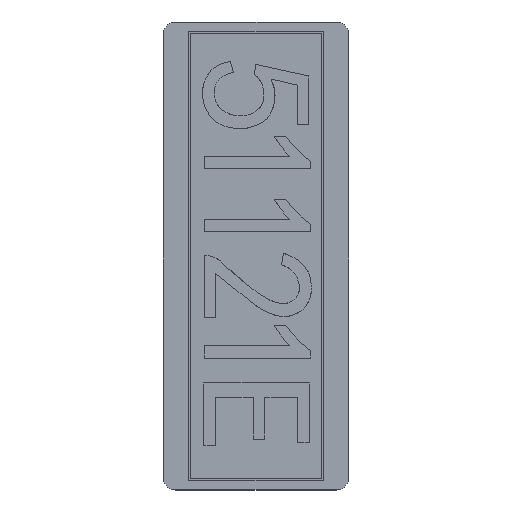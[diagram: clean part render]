
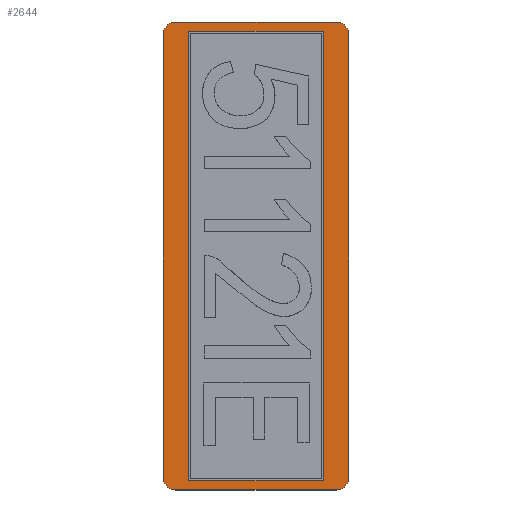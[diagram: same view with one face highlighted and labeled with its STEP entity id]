
A CAD part, top view. The second image highlights one B-rep face of the part: STEP entity #2644.
In plain terms, the highlighted planar face has unit normal (0, 0, 1).
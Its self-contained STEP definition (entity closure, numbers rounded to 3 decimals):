
#37 = CARTESIAN_POINT ( 'NONE',  ( -20.78, -51.071, 3.86 ) ) ;
#59 = ORIENTED_EDGE ( 'NONE', *, *, #2277, .F. ) ;
#115 = ORIENTED_EDGE ( 'NONE', *, *, #3303, .T. ) ;
#125 = DIRECTION ( 'NONE',  ( -1., 0., 0. ) ) ;
#141 = EDGE_CURVE ( 'NONE', #2587, #3178, #2641, .T. ) ;
#196 = FACE_BOUND ( 'NONE', #416, .T. ) ;
#204 = CIRCLE ( 'NONE', #2006, 3. ) ;
#230 = CARTESIAN_POINT ( 'NONE',  ( 20.22, -54.071, 3.86 ) ) ;
#234 = CARTESIAN_POINT ( 'NONE',  ( 20.22, 56.911, 3.86 ) ) ;
#237 = AXIS2_PLACEMENT_3D ( 'NONE', #2208, #460, #1952 ) ;
#250 = CARTESIAN_POINT ( 'NONE',  ( 17.22, 54.67, 3.86 ) ) ;
#297 = VECTOR ( 'NONE', #2726, 1000. ) ;
#298 = CARTESIAN_POINT ( 'NONE',  ( 17.22, -51.83, 3.86 ) ) ;
#310 = EDGE_CURVE ( 'NONE', #1104, #2745, #2988, .T. ) ;
#331 = EDGE_CURVE ( 'NONE', #1879, #2787, #650, .T. ) ;
#386 = CARTESIAN_POINT ( 'NONE',  ( 20.22, 53.911, 3.86 ) ) ;
#416 = EDGE_LOOP ( 'NONE', ( #773, #1924, #2384, #59 ) ) ;
#440 = CARTESIAN_POINT ( 'NONE',  ( 23.22, -51.071, 3.86 ) ) ;
#460 = DIRECTION ( 'NONE',  ( 0., 0., -1. ) ) ;
#546 = CARTESIAN_POINT ( 'NONE',  ( 17.22, -49.38, 3.86 ) ) ;
#549 = EDGE_CURVE ( 'NONE', #550, #1104, #204, .T. ) ;
#550 = VERTEX_POINT ( 'NONE', #2854 ) ;
#650 = LINE ( 'NONE', #2764, #3032 ) ;
#709 = PLANE ( 'NONE',  #237 ) ;
#773 = ORIENTED_EDGE ( 'NONE', *, *, #331, .F. ) ;
#801 = CARTESIAN_POINT ( 'NONE',  ( 23.22, 53.911, 3.86 ) ) ;
#853 = ORIENTED_EDGE ( 'NONE', *, *, #549, .T. ) ;
#869 = ORIENTED_EDGE ( 'NONE', *, *, #1847, .T. ) ;
#876 = CARTESIAN_POINT ( 'NONE',  ( -14.78, 54.67, 3.86 ) ) ;
#952 = LINE ( 'NONE', #3024, #2905 ) ;
#988 = CARTESIAN_POINT ( 'NONE',  ( -17.78, -51.071, 3.86 ) ) ;
#1053 = DIRECTION ( 'NONE',  ( 1., 0., 0. ) ) ;
#1077 = CARTESIAN_POINT ( 'NONE',  ( -14.78, -51.83, 3.86 ) ) ;
#1082 = VERTEX_POINT ( 'NONE', #230 ) ;
#1102 = EDGE_CURVE ( 'NONE', #2430, #1082, #2066, .T. ) ;
#1104 = VERTEX_POINT ( 'NONE', #3010 ) ;
#1143 = VECTOR ( 'NONE', #1053, 1000. ) ;
#1286 = DIRECTION ( 'NONE',  ( 0., 1., 0. ) ) ;
#1342 = DIRECTION ( 'NONE',  ( 0., 1., 0. ) ) ;
#1346 = DIRECTION ( 'NONE',  ( -1., 0., 0. ) ) ;
#1421 = DIRECTION ( 'NONE',  ( 0., 0., 1. ) ) ;
#1512 = DIRECTION ( 'NONE',  ( 0., -1., 0. ) ) ;
#1556 = ORIENTED_EDGE ( 'NONE', *, *, #1102, .T. ) ;
#1570 = CARTESIAN_POINT ( 'NONE',  ( -24.18, 54.67, 3.86 ) ) ;
#1578 = AXIS2_PLACEMENT_3D ( 'NONE', #2607, #2116, #1346 ) ;
#1844 = VECTOR ( 'NONE', #1512, 1000. ) ;
#1847 = EDGE_CURVE ( 'NONE', #1082, #2587, #2708, .T. ) ;
#1879 = VERTEX_POINT ( 'NONE', #1077 ) ;
#1924 = ORIENTED_EDGE ( 'NONE', *, *, #2851, .F. ) ;
#1952 = DIRECTION ( 'NONE',  ( 0., -1., 0. ) ) ;
#1991 = AXIS2_PLACEMENT_3D ( 'NONE', #386, #1421, #125 ) ;
#2006 = AXIS2_PLACEMENT_3D ( 'NONE', #2581, #3084, #2110 ) ;
#2008 = EDGE_CURVE ( 'NONE', #3149, #2435, #2303, .T. ) ;
#2017 = VECTOR ( 'NONE', #2570, 1000. ) ;
#2061 = EDGE_CURVE ( 'NONE', #3178, #2356, #3312, .T. ) ;
#2066 = LINE ( 'NONE', #3098, #1143 ) ;
#2110 = DIRECTION ( 'NONE',  ( -1., 0., 0. ) ) ;
#2116 = DIRECTION ( 'NONE',  ( 0., 0., 1. ) ) ;
#2208 = CARTESIAN_POINT ( 'NONE',  ( -24.18, -49.38, 3.86 ) ) ;
#2225 = CARTESIAN_POINT ( 'NONE',  ( -20.78, 56.911, 3.86 ) ) ;
#2227 = DIRECTION ( 'NONE',  ( -1., 0., 0. ) ) ;
#2244 = FACE_OUTER_BOUND ( 'NONE', #3248, .T. ) ;
#2265 = VECTOR ( 'NONE', #1342, 1000. ) ;
#2277 = EDGE_CURVE ( 'NONE', #2787, #3149, #2600, .T. ) ;
#2303 = LINE ( 'NONE', #1570, #2017 ) ;
#2356 = VERTEX_POINT ( 'NONE', #234 ) ;
#2384 = ORIENTED_EDGE ( 'NONE', *, *, #2008, .F. ) ;
#2430 = VERTEX_POINT ( 'NONE', #2904 ) ;
#2435 = VERTEX_POINT ( 'NONE', #876 ) ;
#2454 = CARTESIAN_POINT ( 'NONE',  ( -14.78, -49.38, 3.86 ) ) ;
#2478 = ORIENTED_EDGE ( 'NONE', *, *, #3220, .T. ) ;
#2546 = DIRECTION ( 'NONE',  ( 1., 0., 0. ) ) ;
#2570 = DIRECTION ( 'NONE',  ( -1., 0., 0. ) ) ;
#2581 = CARTESIAN_POINT ( 'NONE',  ( -17.78, 53.911, 3.86 ) ) ;
#2587 = VERTEX_POINT ( 'NONE', #440 ) ;
#2600 = LINE ( 'NONE', #546, #2265 ) ;
#2607 = CARTESIAN_POINT ( 'NONE',  ( 20.22, -51.071, 3.86 ) ) ;
#2641 = LINE ( 'NONE', #2845, #2902 ) ;
#2644 = ADVANCED_FACE ( 'NONE', ( #196, #2244 ), #709, .F. ) ;
#2651 = ORIENTED_EDGE ( 'NONE', *, *, #141, .T. ) ;
#2708 = CIRCLE ( 'NONE', #1578, 3. ) ;
#2726 = DIRECTION ( 'NONE',  ( 0., -1., 0. ) ) ;
#2745 = VERTEX_POINT ( 'NONE', #37 ) ;
#2764 = CARTESIAN_POINT ( 'NONE',  ( -24.18, -51.83, 3.86 ) ) ;
#2787 = VERTEX_POINT ( 'NONE', #298 ) ;
#2845 = CARTESIAN_POINT ( 'NONE',  ( 23.22, 56.911, 3.86 ) ) ;
#2848 = AXIS2_PLACEMENT_3D ( 'NONE', #988, #3044, #3062 ) ;
#2851 = EDGE_CURVE ( 'NONE', #2435, #1879, #3038, .T. ) ;
#2854 = CARTESIAN_POINT ( 'NONE',  ( -17.78, 56.911, 3.86 ) ) ;
#2902 = VECTOR ( 'NONE', #1286, 1000. ) ;
#2904 = CARTESIAN_POINT ( 'NONE',  ( -17.78, -54.071, 3.86 ) ) ;
#2905 = VECTOR ( 'NONE', #2227, 1000. ) ;
#2988 = LINE ( 'NONE', #2225, #1844 ) ;
#3004 = ORIENTED_EDGE ( 'NONE', *, *, #310, .T. ) ;
#3010 = CARTESIAN_POINT ( 'NONE',  ( -20.78, 53.911, 3.86 ) ) ;
#3024 = CARTESIAN_POINT ( 'NONE',  ( -20.78, 56.911, 3.86 ) ) ;
#3032 = VECTOR ( 'NONE', #2546, 1000. ) ;
#3038 = LINE ( 'NONE', #2454, #297 ) ;
#3044 = DIRECTION ( 'NONE',  ( 0., 0., 1. ) ) ;
#3062 = DIRECTION ( 'NONE',  ( -1., 0., 0. ) ) ;
#3084 = DIRECTION ( 'NONE',  ( 0., 0., 1. ) ) ;
#3098 = CARTESIAN_POINT ( 'NONE',  ( -20.78, -54.071, 3.86 ) ) ;
#3105 = ORIENTED_EDGE ( 'NONE', *, *, #2061, .T. ) ;
#3149 = VERTEX_POINT ( 'NONE', #250 ) ;
#3178 = VERTEX_POINT ( 'NONE', #801 ) ;
#3220 = EDGE_CURVE ( 'NONE', #2745, #2430, #3225, .T. ) ;
#3225 = CIRCLE ( 'NONE', #2848, 3. ) ;
#3248 = EDGE_LOOP ( 'NONE', ( #2651, #3105, #115, #853, #3004, #2478, #1556, #869 ) ) ;
#3303 = EDGE_CURVE ( 'NONE', #2356, #550, #952, .T. ) ;
#3312 = CIRCLE ( 'NONE', #1991, 3. ) ;
